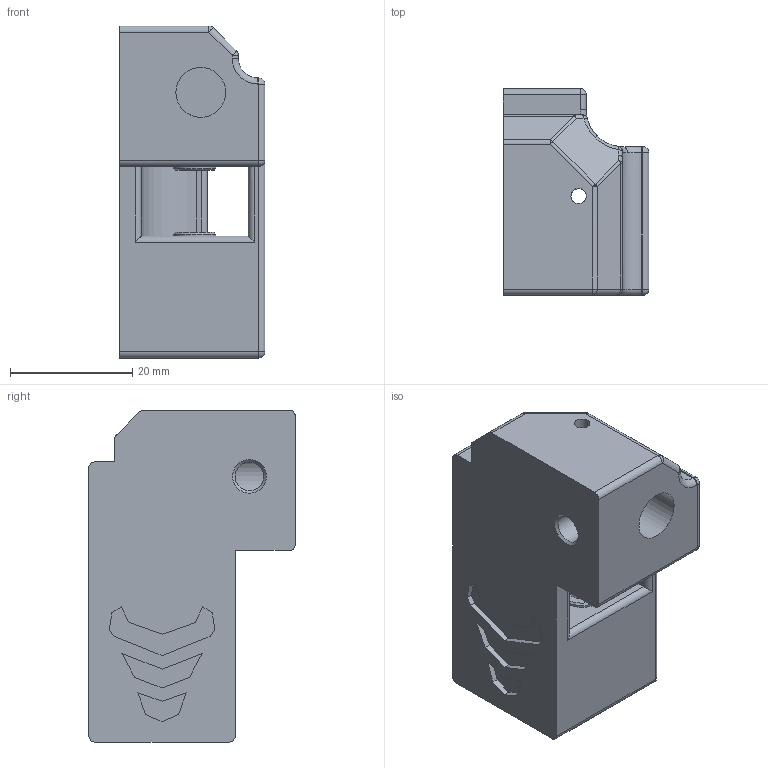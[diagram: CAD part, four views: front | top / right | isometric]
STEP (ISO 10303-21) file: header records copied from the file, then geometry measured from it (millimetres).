
FILE_DESCRIPTION(('HOOPS Exchange Step'),'2;1');
FILE_NAME('temp_export','2023-12-23T17:03:50-06:00',('DentedAF'),('Shapr3D Limited'),'HOOPS Exchange 2023.2','Shapr3D','Authorized');
FILE_SCHEMA( ('AUTOMOTIVE_DESIGN { 1 0 10303 214 1 1 1 1 }') );
Length unit declared in the file: millimetre
Products named in the file (1): root
Bounding box: 23.84 x 33.8 x 54.3 mm (x, y, z)
Volume: 24710.7 mm3; surface area: 8535.2 mm2
Topology: 1 solids, 1 shells, 138 faces, 350 edges, 207 vertices
Faces by surface type: plane 57, cylinder 52, sphere 16, torus 6, bspline 4, cone 3
Full cylindrical faces by diameter (mm): 2.5 x2, 4.15 x2, 4.6 x4, 4.7 x2, 7 x2, 8.15 x1
Entity records: 5117 total; most frequent: CARTESIAN_POINT 1777, DIRECTION 724, ORIENTED_EDGE 668, EDGE_CURVE 334, AXIS2_PLACEMENT_3D 269, VERTEX_POINT 207, VECTOR 186, LINE 186
